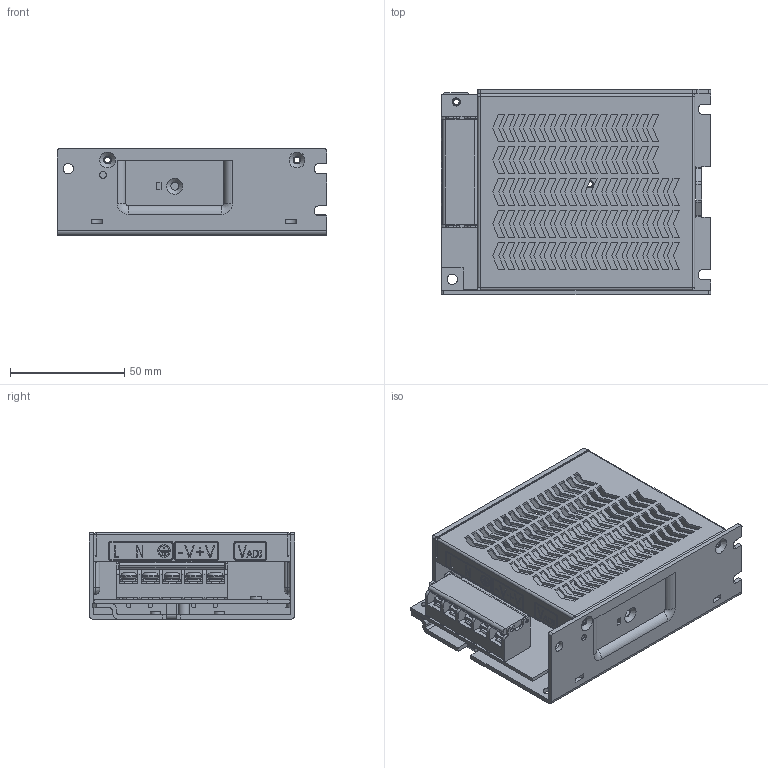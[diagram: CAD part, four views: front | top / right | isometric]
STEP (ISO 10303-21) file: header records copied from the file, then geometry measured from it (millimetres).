
FILE_DESCRIPTION(/* description */ (''),/* implementation_level */ '2;1');
FILE_NAME(/* name */ 'MPS-035&050&075.stp',/* time_stamp */ '2023-07-21T15:17:01+08:00',/* author */ (''),/* organization */ (''),/* preprocessor_version */ 'ST-DEVELOPER v19.3',/* originating_system */ 'SIEMENS PLM Software NX2212.3001',/* authorisation */ '');
FILE_SCHEMA (('AUTOMOTIVE_DESIGN { 1 0 10303 214 3 1 1 }'));
Products named in the file (5): MPS-035&050&075-A01P01; A01J1DZP0000009; A04WJJSK0000005; A04WJJSK0000007; MPS-035&050&075
Assembly tree (4 placements, depth 2):
  MPS-035&050&075
    A04WJJSK0000007
    A04WJJSK0000005
    A01J1DZP0000009
    MPS-035&050&075-A01P01
Bounding box: 118 x 90 x 38 mm (x, y, z)
Volume: 67434.3 mm3; surface area: 91234.9 mm2
Topology: 6 solids, 6 shells, 1719 faces, 5264 edges, 3605 vertices
Faces by surface type: plane 1335, cylinder 289, torus 28, extrusion 25, cone 22, bspline 16, sphere 4
Full cylindrical faces by diameter (mm): 2.5 x10, 3 x4, 3.4 x7, 3.6 x1, 4.5 x7, 4.8 x2, 5.5 x1
Entity records: 61255 total; most frequent: CARTESIAN_POINT 14680, ORIENTED_EDGE 10404, DIRECTION 8262, EDGE_CURVE 5202, VERTEX_POINT 3591, VECTOR 3306, LINE 3281, AXIS2_PLACEMENT_3D 2478
